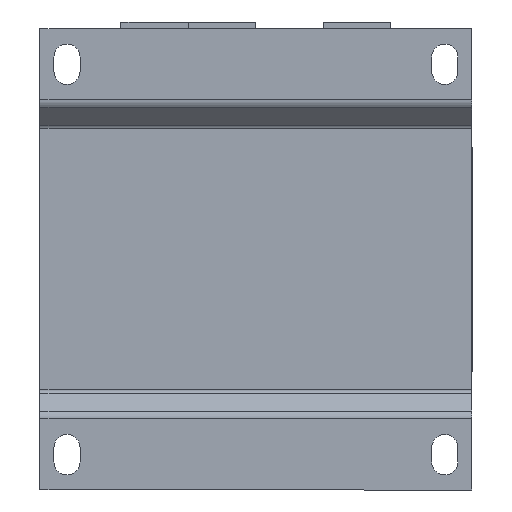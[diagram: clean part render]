
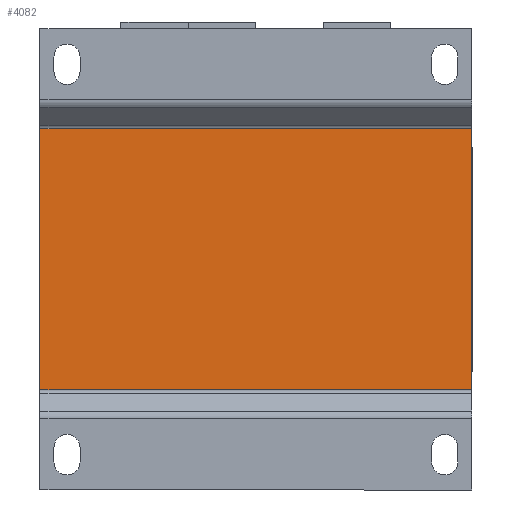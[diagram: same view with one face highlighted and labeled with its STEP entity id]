
A CAD part, front view. The second image highlights one B-rep face of the part: STEP entity #4082.
In plain terms, the highlighted planar face has unit normal (0, -1, 0).
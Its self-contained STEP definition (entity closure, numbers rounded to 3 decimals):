
#197 = EDGE_LOOP ( 'NONE', ( #7183, #2821, #993, #5511 ) ) ;
#535 = AXIS2_PLACEMENT_3D ( 'NONE', #6710, #3984, #6599 ) ;
#589 = LINE ( 'NONE', #4849, #1297 ) ;
#641 = VERTEX_POINT ( 'NONE', #4223 ) ;
#993 = ORIENTED_EDGE ( 'NONE', *, *, #5362, .T. ) ;
#1297 = VECTOR ( 'NONE', #2244, 1000. ) ;
#1309 = LINE ( 'NONE', #7056, #2940 ) ;
#1943 = CARTESIAN_POINT ( 'NONE',  ( -48., -41.5, -51.25 ) ) ;
#2244 = DIRECTION ( 'NONE',  ( -1., 0., 0. ) ) ;
#2398 = EDGE_CURVE ( 'NONE', #4783, #2700, #6756, .T. ) ;
#2475 = DIRECTION ( 'NONE',  ( 0., 0., -1. ) ) ;
#2592 = FACE_OUTER_BOUND ( 'NONE', #197, .T. ) ;
#2700 = VERTEX_POINT ( 'NONE', #6838 ) ;
#2821 = ORIENTED_EDGE ( 'NONE', *, *, #8416, .F. ) ;
#2940 = VECTOR ( 'NONE', #2475, 1000. ) ;
#3808 = DIRECTION ( 'NONE',  ( -1., 0., 0. ) ) ;
#3940 = VECTOR ( 'NONE', #3808, 1000. ) ;
#3984 = DIRECTION ( 'NONE',  ( 0., 1., 0. ) ) ;
#4018 = PLANE ( 'NONE',  #535 ) ;
#4082 = ADVANCED_FACE ( 'NONE', ( #2592 ), #4018, .F. ) ;
#4201 = EDGE_CURVE ( 'NONE', #641, #4783, #589, .T. ) ;
#4223 = CARTESIAN_POINT ( 'NONE',  ( 48., -41.5, -29.014 ) ) ;
#4541 = CARTESIAN_POINT ( 'NONE',  ( 0., -41.5, 29.014 ) ) ;
#4783 = VERTEX_POINT ( 'NONE', #7703 ) ;
#4849 = CARTESIAN_POINT ( 'NONE',  ( 0., -41.5, -29.014 ) ) ;
#4879 = CARTESIAN_POINT ( 'NONE',  ( 48., -41.5, 29.014 ) ) ;
#4982 = LINE ( 'NONE', #4541, #3940 ) ;
#5122 = VERTEX_POINT ( 'NONE', #4879 ) ;
#5362 = EDGE_CURVE ( 'NONE', #5122, #2700, #4982, .T. ) ;
#5511 = ORIENTED_EDGE ( 'NONE', *, *, #2398, .F. ) ;
#6571 = DIRECTION ( 'NONE',  ( 0., 0., 1. ) ) ;
#6599 = DIRECTION ( 'NONE',  ( 0., 0., 1. ) ) ;
#6710 = CARTESIAN_POINT ( 'NONE',  ( 0., -41.5, 0. ) ) ;
#6756 = LINE ( 'NONE', #1943, #7679 ) ;
#6838 = CARTESIAN_POINT ( 'NONE',  ( -48., -41.5, 29.014 ) ) ;
#7056 = CARTESIAN_POINT ( 'NONE',  ( 48., -41.5, -51.25 ) ) ;
#7183 = ORIENTED_EDGE ( 'NONE', *, *, #4201, .F. ) ;
#7679 = VECTOR ( 'NONE', #6571, 1000. ) ;
#7703 = CARTESIAN_POINT ( 'NONE',  ( -48., -41.5, -29.014 ) ) ;
#8416 = EDGE_CURVE ( 'NONE', #5122, #641, #1309, .T. ) ;
